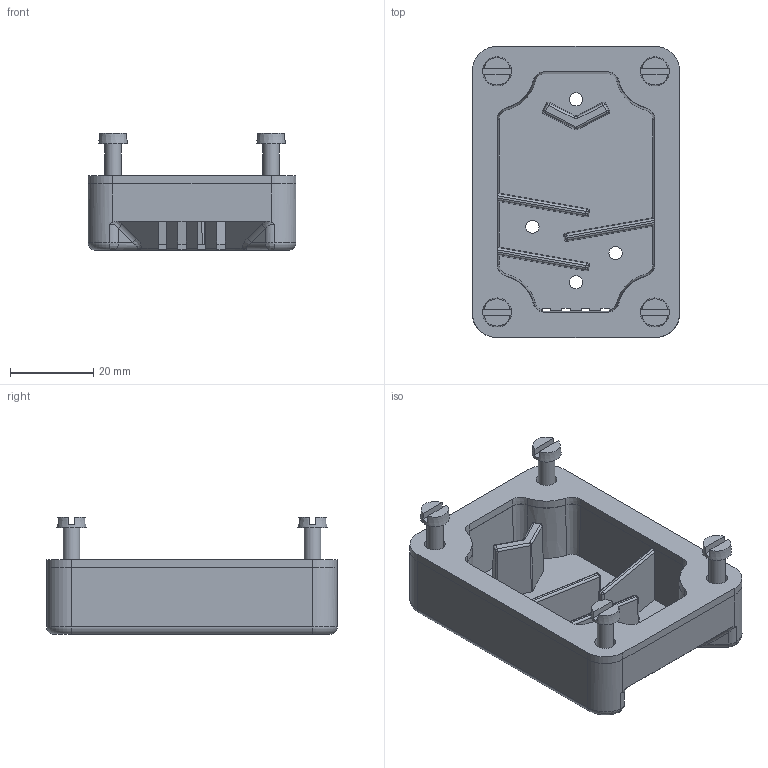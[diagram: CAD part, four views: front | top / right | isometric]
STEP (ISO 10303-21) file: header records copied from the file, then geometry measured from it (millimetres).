
FILE_DESCRIPTION(/* description */ (''),/* implementation_level */ '2;1');
FILE_NAME(/* name */ 'HW-N4XDVKIT.stp',/* time_stamp */ '2014-03-11T06:26:50-05:00',/* author */ ('pmescher'),/* organization */ (''),/* preprocessor_version */ 'ST-DEVELOPER v15.2',/* originating_system */ 'Autodesk Inventor 2014',/* authorisation */ '');
FILE_SCHEMA (('AUTOMOTIVE_DESIGN { 1 0 10303 214 3 1 1 }'));
Length unit declared in the file: inch
Products named in the file (5): drain vent body; M4 X 7 BRASS INSERT 1; Breather vent gasket; M4X10 CH HD SCREW-01; DV4XKIT_STP
Bounding box: 50.01 x 70 x 28.36 mm (x, y, z)
Volume: 32903.3 mm3; surface area: 22407.7 mm2
Topology: 10 solids, 10 shells, 1377 faces, 3713 edges, 2439 vertices
Faces by surface type: plane 1050, bspline 131, cylinder 117, cone 56, torus 12, sphere 11
Full cylindrical faces by diameter (mm): 0.26 x1, 3.175 x4, 3.3 x4, 4 x4, 4.762 x4, 5 x4, 6 x4
Entity records: 40795 total; most frequent: CARTESIAN_POINT 9067, ORIENTED_EDGE 6912, DIRECTION 5799, EDGE_CURVE 3456, LINE 2875, VECTOR 2875, VERTEX_POINT 2297, AXIS2_PLACEMENT_3D 1462
